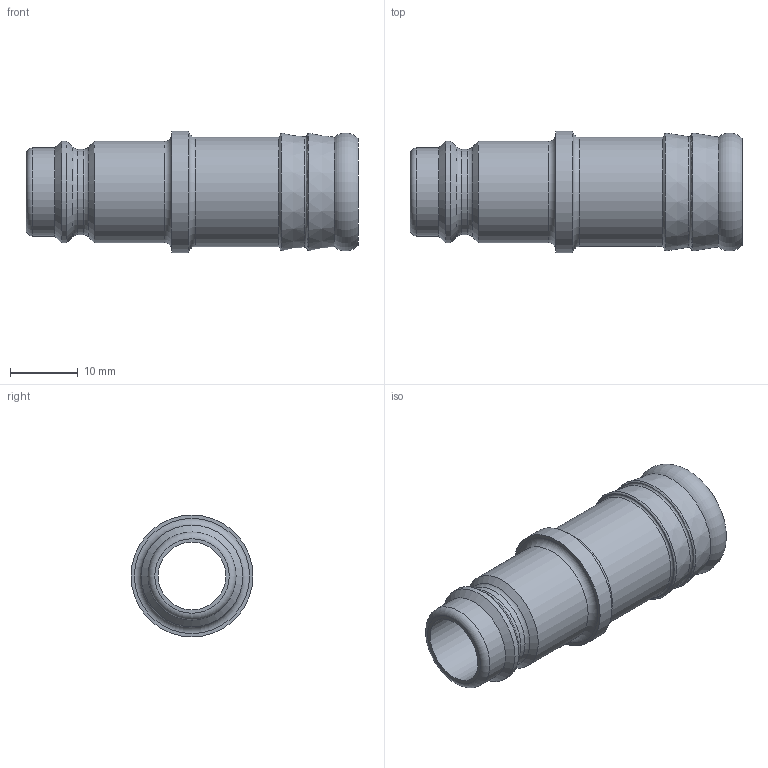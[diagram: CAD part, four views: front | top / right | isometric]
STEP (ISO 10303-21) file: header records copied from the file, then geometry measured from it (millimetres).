
FILE_DESCRIPTION((''),'2;1');
FILE_NAME('27sftf16sxn.stp','2013-01-17T08:38:22',('IA176480'),(''),'Autodesk Inventor 2011','Autodesk Inventor 2011','');
FILE_SCHEMA(('AUTOMOTIVE_DESIGN { 1 0 10303 214 1 1 1 1 }'));
Length unit declared in the file: millimetre
Products named in the file (1): D103730
Bounding box: 49 x 18 x 18 mm (x, y, z)
Volume: 4441 mm3; surface area: 4474.6 mm2
Topology: 1 solids, 1 shells, 28 faces, 55 edges, 31 vertices
Faces by surface type: torus 9, cylinder 8, cone 6, plane 4, bspline 1
Full cylindrical faces by diameter (mm): 10 x1, 12.6 x1, 12.65 x1, 13 x1, 15 x2, 16.1 x1, 18 x1
Entity records: 707 total; most frequent: CARTESIAN_POINT 202, DIRECTION 110, ORIENTED_EDGE 58, AXIS2_PLACEMENT_3D 55, EDGE_LOOP 55, EDGE_CURVE 29, VERTEX_POINT 28, FACE_OUTER_BOUND 28
